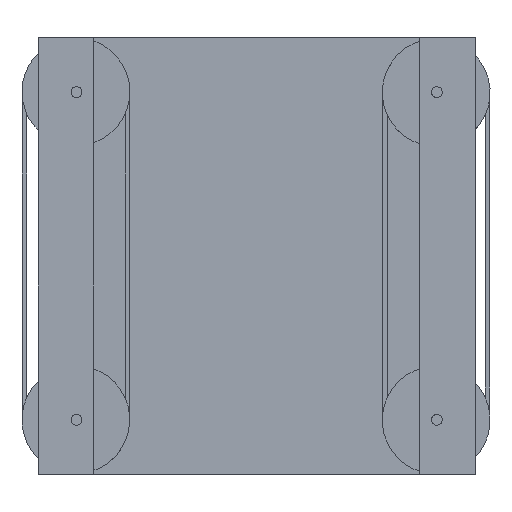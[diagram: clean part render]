
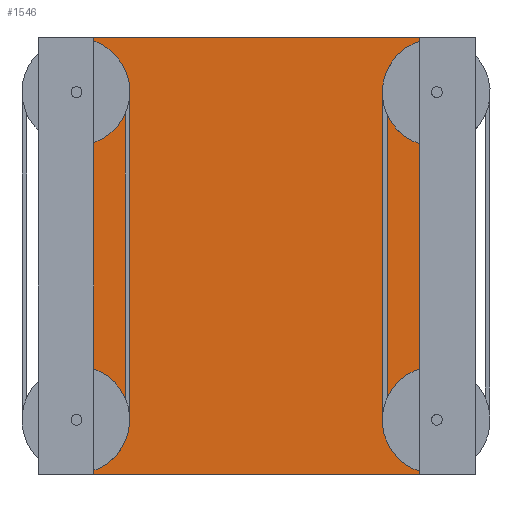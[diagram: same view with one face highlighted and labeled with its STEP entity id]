
A CAD part, top view. The second image highlights one B-rep face of the part: STEP entity #1546.
In plain terms, the highlighted planar face has unit normal (0, 0, 1).
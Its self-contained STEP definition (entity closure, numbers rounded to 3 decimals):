
#211 = DIRECTION ( 'NONE',  ( 0., 1., 0. ) ) ;
#225 = CARTESIAN_POINT ( 'NONE',  ( -200., -200., 5. ) ) ;
#330 = LINE ( 'NONE', #1922, #1211 ) ;
#428 = CARTESIAN_POINT ( 'NONE',  ( 200., 200., 5. ) ) ;
#440 = VECTOR ( 'NONE', #2013, 1000. ) ;
#592 = FACE_OUTER_BOUND ( 'NONE', #1398, .T. ) ;
#742 = CARTESIAN_POINT ( 'NONE',  ( 200., -200., 5. ) ) ;
#771 = ORIENTED_EDGE ( 'NONE', *, *, #2037, .T. ) ;
#834 = EDGE_CURVE ( 'NONE', #1209, #901, #330, .T. ) ;
#901 = VERTEX_POINT ( 'NONE', #225 ) ;
#971 = LINE ( 'NONE', #428, #440 ) ;
#973 = PLANE ( 'NONE',  #1106 ) ;
#985 = DIRECTION ( 'NONE',  ( 1., 0., 0. ) ) ;
#1062 = EDGE_CURVE ( 'NONE', #901, #1256, #1321, .T. ) ;
#1067 = CARTESIAN_POINT ( 'NONE',  ( -200., 200., 5. ) ) ;
#1106 = AXIS2_PLACEMENT_3D ( 'NONE', #1338, #2027, #1685 ) ;
#1150 = VECTOR ( 'NONE', #985, 1000. ) ;
#1209 = VERTEX_POINT ( 'NONE', #1067 ) ;
#1211 = VECTOR ( 'NONE', #1539, 1000. ) ;
#1256 = VERTEX_POINT ( 'NONE', #1641 ) ;
#1321 = LINE ( 'NONE', #1332, #1150 ) ;
#1332 = CARTESIAN_POINT ( 'NONE',  ( 200., -200., 5. ) ) ;
#1338 = CARTESIAN_POINT ( 'NONE',  ( 0., 0., 5. ) ) ;
#1358 = CARTESIAN_POINT ( 'NONE',  ( 200., 200., 5. ) ) ;
#1363 = ORIENTED_EDGE ( 'NONE', *, *, #1388, .T. ) ;
#1388 = EDGE_CURVE ( 'NONE', #1256, #2251, #1614, .T. ) ;
#1398 = EDGE_LOOP ( 'NONE', ( #1495, #1726, #1363, #771 ) ) ;
#1495 = ORIENTED_EDGE ( 'NONE', *, *, #834, .T. ) ;
#1539 = DIRECTION ( 'NONE',  ( 0., -1., 0. ) ) ;
#1546 = ADVANCED_FACE ( 'NONE', ( #592 ), #973, .T. ) ;
#1614 = LINE ( 'NONE', #742, #1663 ) ;
#1641 = CARTESIAN_POINT ( 'NONE',  ( 200., -200., 5. ) ) ;
#1663 = VECTOR ( 'NONE', #211, 1000. ) ;
#1685 = DIRECTION ( 'NONE',  ( 1., 0., 0. ) ) ;
#1726 = ORIENTED_EDGE ( 'NONE', *, *, #1062, .T. ) ;
#1922 = CARTESIAN_POINT ( 'NONE',  ( -200., -200., 5. ) ) ;
#2013 = DIRECTION ( 'NONE',  ( -1., 0., 0. ) ) ;
#2027 = DIRECTION ( 'NONE',  ( 0., 0., 1. ) ) ;
#2037 = EDGE_CURVE ( 'NONE', #2251, #1209, #971, .T. ) ;
#2251 = VERTEX_POINT ( 'NONE', #1358 ) ;
